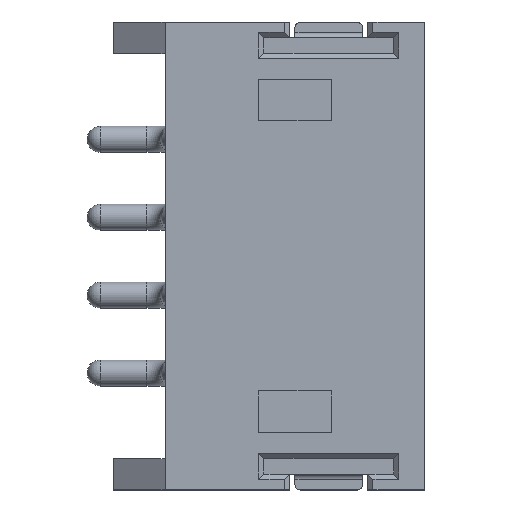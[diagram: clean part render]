
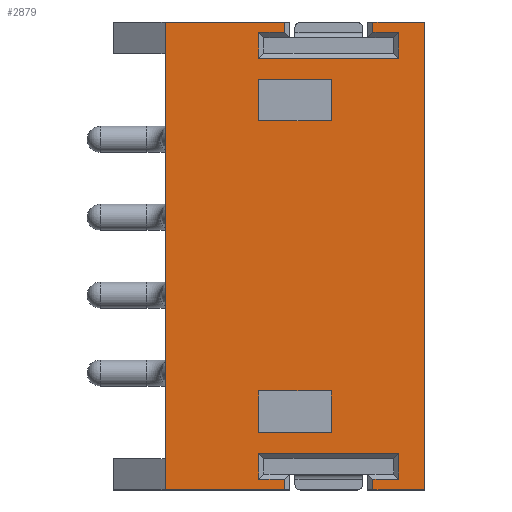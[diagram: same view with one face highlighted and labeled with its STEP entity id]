
A CAD part, top view. The second image highlights one B-rep face of the part: STEP entity #2879.
In plain terms, the highlighted planar face has unit normal (0, 0, 1).
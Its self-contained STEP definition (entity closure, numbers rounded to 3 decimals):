
#14=FACE_BOUND('',#366,.T.);
#15=FACE_BOUND('',#367,.T.);
#45=PLANE('',#3110);
#210=FACE_OUTER_BOUND('',#365,.T.);
#365=EDGE_LOOP('',(#2167,#2168,#2169,#2170,#2171,#2172,#2173,#2174,#2175,
#2176,#2177,#2178,#2179,#2180,#2181,#2182,#2183,#2184,#2185,#2186));
#366=EDGE_LOOP('',(#2187,#2188,#2189,#2190));
#367=EDGE_LOOP('',(#2191,#2192,#2193,#2194));
#534=LINE('',#4366,#876);
#536=LINE('',#4371,#878);
#542=LINE('',#4382,#884);
#543=LINE('',#4384,#885);
#545=LINE('',#4388,#887);
#548=LINE('',#4394,#890);
#553=LINE('',#4403,#895);
#558=LINE('',#4413,#900);
#560=LINE('',#4417,#902);
#561=LINE('',#4419,#903);
#562=LINE('',#4421,#904);
#563=LINE('',#4423,#905);
#564=LINE('',#4425,#906);
#565=LINE('',#4427,#907);
#566=LINE('',#4429,#908);
#567=LINE('',#4431,#909);
#568=LINE('',#4433,#910);
#569=LINE('',#4435,#911);
#570=LINE('',#4437,#912);
#571=LINE('',#4438,#913);
#572=LINE('',#4441,#914);
#573=LINE('',#4443,#915);
#574=LINE('',#4445,#916);
#575=LINE('',#4446,#917);
#576=LINE('',#4449,#918);
#577=LINE('',#4451,#919);
#578=LINE('',#4453,#920);
#579=LINE('',#4454,#921);
#876=VECTOR('',#3488,10.);
#878=VECTOR('',#3492,10.);
#884=VECTOR('',#3500,10.);
#885=VECTOR('',#3503,10.);
#887=VECTOR('',#3507,10.);
#890=VECTOR('',#3512,10.);
#895=VECTOR('',#3519,10.);
#900=VECTOR('',#3530,10.);
#902=VECTOR('',#3534,10.);
#903=VECTOR('',#3535,10.);
#904=VECTOR('',#3536,10.);
#905=VECTOR('',#3537,10.);
#906=VECTOR('',#3538,10.);
#907=VECTOR('',#3539,10.);
#908=VECTOR('',#3540,10.);
#909=VECTOR('',#3541,10.);
#910=VECTOR('',#3542,10.);
#911=VECTOR('',#3543,10.);
#912=VECTOR('',#3544,10.);
#913=VECTOR('',#3545,10.);
#914=VECTOR('',#3546,10.);
#915=VECTOR('',#3547,10.);
#916=VECTOR('',#3548,10.);
#917=VECTOR('',#3549,10.);
#918=VECTOR('',#3550,10.);
#919=VECTOR('',#3551,10.);
#920=VECTOR('',#3552,10.);
#921=VECTOR('',#3553,10.);
#1313=VERTEX_POINT('',#4363);
#1314=VERTEX_POINT('',#4365);
#1315=VERTEX_POINT('',#4369);
#1316=VERTEX_POINT('',#4370);
#1320=VERTEX_POINT('',#4380);
#1321=VERTEX_POINT('',#4387);
#1323=VERTEX_POINT('',#4393);
#1326=VERTEX_POINT('',#4401);
#1328=VERTEX_POINT('',#4412);
#1329=VERTEX_POINT('',#4416);
#1330=VERTEX_POINT('',#4418);
#1331=VERTEX_POINT('',#4420);
#1332=VERTEX_POINT('',#4422);
#1333=VERTEX_POINT('',#4424);
#1334=VERTEX_POINT('',#4426);
#1335=VERTEX_POINT('',#4428);
#1336=VERTEX_POINT('',#4430);
#1337=VERTEX_POINT('',#4432);
#1338=VERTEX_POINT('',#4434);
#1339=VERTEX_POINT('',#4436);
#1340=VERTEX_POINT('',#4439);
#1341=VERTEX_POINT('',#4440);
#1342=VERTEX_POINT('',#4442);
#1343=VERTEX_POINT('',#4444);
#1344=VERTEX_POINT('',#4447);
#1345=VERTEX_POINT('',#4448);
#1346=VERTEX_POINT('',#4450);
#1347=VERTEX_POINT('',#4452);
#1618=EDGE_CURVE('',#1313,#1314,#534,.T.);
#1620=EDGE_CURVE('',#1315,#1316,#536,.T.);
#1626=EDGE_CURVE('',#1320,#1313,#542,.T.);
#1627=EDGE_CURVE('',#1316,#1320,#543,.T.);
#1629=EDGE_CURVE('',#1321,#1315,#545,.T.);
#1632=EDGE_CURVE('',#1314,#1323,#548,.T.);
#1637=EDGE_CURVE('',#1326,#1321,#553,.T.);
#1642=EDGE_CURVE('',#1323,#1328,#558,.T.);
#1644=EDGE_CURVE('',#1329,#1326,#560,.T.);
#1645=EDGE_CURVE('',#1329,#1330,#561,.T.);
#1646=EDGE_CURVE('',#1330,#1331,#562,.T.);
#1647=EDGE_CURVE('',#1332,#1331,#563,.T.);
#1648=EDGE_CURVE('',#1333,#1332,#564,.T.);
#1649=EDGE_CURVE('',#1334,#1333,#565,.T.);
#1650=EDGE_CURVE('',#1335,#1334,#566,.T.);
#1651=EDGE_CURVE('',#1336,#1335,#567,.T.);
#1652=EDGE_CURVE('',#1337,#1336,#568,.T.);
#1653=EDGE_CURVE('',#1338,#1337,#569,.T.);
#1654=EDGE_CURVE('',#1338,#1339,#570,.T.);
#1655=EDGE_CURVE('',#1328,#1339,#571,.T.);
#1656=EDGE_CURVE('',#1340,#1341,#572,.T.);
#1657=EDGE_CURVE('',#1341,#1342,#573,.T.);
#1658=EDGE_CURVE('',#1342,#1343,#574,.T.);
#1659=EDGE_CURVE('',#1343,#1340,#575,.T.);
#1660=EDGE_CURVE('',#1344,#1345,#576,.T.);
#1661=EDGE_CURVE('',#1345,#1346,#577,.T.);
#1662=EDGE_CURVE('',#1346,#1347,#578,.T.);
#1663=EDGE_CURVE('',#1347,#1344,#579,.T.);
#2167=ORIENTED_EDGE('',*,*,#1632,.F.);
#2168=ORIENTED_EDGE('',*,*,#1618,.F.);
#2169=ORIENTED_EDGE('',*,*,#1626,.F.);
#2170=ORIENTED_EDGE('',*,*,#1627,.F.);
#2171=ORIENTED_EDGE('',*,*,#1620,.F.);
#2172=ORIENTED_EDGE('',*,*,#1629,.F.);
#2173=ORIENTED_EDGE('',*,*,#1637,.F.);
#2174=ORIENTED_EDGE('',*,*,#1644,.F.);
#2175=ORIENTED_EDGE('',*,*,#1645,.T.);
#2176=ORIENTED_EDGE('',*,*,#1646,.T.);
#2177=ORIENTED_EDGE('',*,*,#1647,.F.);
#2178=ORIENTED_EDGE('',*,*,#1648,.F.);
#2179=ORIENTED_EDGE('',*,*,#1649,.F.);
#2180=ORIENTED_EDGE('',*,*,#1650,.F.);
#2181=ORIENTED_EDGE('',*,*,#1651,.F.);
#2182=ORIENTED_EDGE('',*,*,#1652,.F.);
#2183=ORIENTED_EDGE('',*,*,#1653,.F.);
#2184=ORIENTED_EDGE('',*,*,#1654,.T.);
#2185=ORIENTED_EDGE('',*,*,#1655,.F.);
#2186=ORIENTED_EDGE('',*,*,#1642,.F.);
#2187=ORIENTED_EDGE('',*,*,#1656,.T.);
#2188=ORIENTED_EDGE('',*,*,#1657,.T.);
#2189=ORIENTED_EDGE('',*,*,#1658,.T.);
#2190=ORIENTED_EDGE('',*,*,#1659,.T.);
#2191=ORIENTED_EDGE('',*,*,#1660,.T.);
#2192=ORIENTED_EDGE('',*,*,#1661,.T.);
#2193=ORIENTED_EDGE('',*,*,#1662,.T.);
#2194=ORIENTED_EDGE('',*,*,#1663,.T.);
#2879=ADVANCED_FACE('',(#210,#14,#15),#45,.T.);
#3110=AXIS2_PLACEMENT_3D('',#4415,#3532,#3533);
#3488=DIRECTION('',(-1.,0.,0.));
#3492=DIRECTION('',(0.,-1.,0.));
#3500=DIRECTION('',(0.,1.,0.));
#3503=DIRECTION('',(1.,0.,0.));
#3507=DIRECTION('',(-1.,0.,0.));
#3512=DIRECTION('',(0.,1.,0.));
#3519=DIRECTION('',(0.,-1.,0.));
#3530=DIRECTION('',(1.,0.,0.));
#3532=DIRECTION('center_axis',(0.,0.,
1.));
#3533=DIRECTION('ref_axis',(0.,-1.,0.));
#3534=DIRECTION('',(1.,0.,0.));
#3535=DIRECTION('',(0.,-1.,0.));
#3536=DIRECTION('',(1.,0.,0.));
#3537=DIRECTION('',(0.,-1.,0.));
#3538=DIRECTION('',(1.,0.,0.));
#3539=DIRECTION('',(0.,-1.,0.));
#3540=DIRECTION('',(-1.,0.,0.));
#3541=DIRECTION('',(0.,1.,0.));
#3542=DIRECTION('',(1.,0.,0.));
#3543=DIRECTION('',(0.,1.,0.));
#3544=DIRECTION('',(1.,0.,0.));
#3545=DIRECTION('',(0.,-1.,0.));
#3546=DIRECTION('',(1.,0.,0.));
#3547=DIRECTION('',(0.,-1.,0.));
#3548=DIRECTION('',(-1.,0.,0.));
#3549=DIRECTION('',(0.,1.,0.));
#3550=DIRECTION('',(-1.,0.,0.));
#3551=DIRECTION('',(0.,1.,0.));
#3552=DIRECTION('',(1.,0.,0.));
#3553=DIRECTION('',(0.,-1.,0.));
#4363=CARTESIAN_POINT('',(5.25,6.55,3.7));
#4365=CARTESIAN_POINT('',(4.75,6.55,3.7));
#4366=CARTESIAN_POINT('',(2.95,6.55,3.7));
#4369=CARTESIAN_POINT('',(2.55,6.55,3.7));
#4370=CARTESIAN_POINT('',(2.55,6.05,3.7));
#4371=CARTESIAN_POINT('',(2.55,6.6,3.7));
#4380=CARTESIAN_POINT('',(5.25,6.05,3.7));
#4382=CARTESIAN_POINT('',(5.25,6.45,3.7));
#4384=CARTESIAN_POINT('',(1.7,6.05,3.7));
#4387=CARTESIAN_POINT('',(3.05,6.55,3.7));
#4388=CARTESIAN_POINT('',(2.95,6.55,3.7));
#4393=CARTESIAN_POINT('',(4.75,6.75,3.7));
#4394=CARTESIAN_POINT('',(4.75,6.75,3.7));
#4401=CARTESIAN_POINT('',(3.05,6.75,3.7));
#4403=CARTESIAN_POINT('',(3.05,6.75,3.7));
#4412=CARTESIAN_POINT('',(5.75,6.75,3.7));
#4413=CARTESIAN_POINT('',(0.75,6.75,3.7));
#4415=CARTESIAN_POINT('Origin',(0.75,6.75,3.7));
#4416=CARTESIAN_POINT('',(0.75,6.75,3.7));
#4417=CARTESIAN_POINT('',(0.75,6.75,3.7));
#4418=CARTESIAN_POINT('',(0.75,-2.25,3.7));
#4419=CARTESIAN_POINT('',(0.75,6.75,3.7));
#4420=CARTESIAN_POINT('',(3.05,-2.25,3.7));
#4421=CARTESIAN_POINT('',(0.75,-2.25,3.7));
#4422=CARTESIAN_POINT('',(3.05,-2.05,3.7));
#4423=CARTESIAN_POINT('',(3.05,2.25,3.7));
#4424=CARTESIAN_POINT('',(2.55,-2.05,3.7));
#4425=CARTESIAN_POINT('',(2.95,-2.05,3.7));
#4426=CARTESIAN_POINT('',(2.55,-1.55,3.7));
#4427=CARTESIAN_POINT('',(2.55,2.4,3.7));
#4428=CARTESIAN_POINT('',(5.25,-1.55,3.7));
#4429=CARTESIAN_POINT('',(1.7,-1.55,3.7));
#4430=CARTESIAN_POINT('',(5.25,-2.05,3.7));
#4431=CARTESIAN_POINT('',(5.25,2.55,3.7));
#4432=CARTESIAN_POINT('',(4.75,-2.05,3.7));
#4433=CARTESIAN_POINT('',(2.95,-2.05,3.7));
#4434=CARTESIAN_POINT('',(4.75,-2.25,3.7));
#4435=CARTESIAN_POINT('',(4.75,2.25,3.7));
#4436=CARTESIAN_POINT('',(5.75,-2.25,3.7));
#4437=CARTESIAN_POINT('',(0.75,-2.25,3.7));
#4438=CARTESIAN_POINT('',(5.75,6.75,3.7));
#4439=CARTESIAN_POINT('',(2.55,5.65,3.7));
#4440=CARTESIAN_POINT('',(3.95,5.65,3.7));
#4441=CARTESIAN_POINT('',(2.35,5.65,3.7));
#4442=CARTESIAN_POINT('',(3.95,4.85,3.7));
#4443=CARTESIAN_POINT('',(3.95,5.8,3.7));
#4444=CARTESIAN_POINT('',(2.55,4.85,3.7));
#4445=CARTESIAN_POINT('',(1.65,4.85,3.7));
#4446=CARTESIAN_POINT('',(2.55,6.2,3.7));
#4447=CARTESIAN_POINT('',(3.95,-1.15,3.7));
#4448=CARTESIAN_POINT('',(2.55,-1.15,3.7));
#4449=CARTESIAN_POINT('',(2.35,-1.15,3.7));
#4450=CARTESIAN_POINT('',(2.55,-0.35,3.7));
#4451=CARTESIAN_POINT('',(2.55,2.8,3.7));
#4452=CARTESIAN_POINT('',(3.95,-0.35,3.7));
#4453=CARTESIAN_POINT('',(1.65,-0.35,3.7));
#4454=CARTESIAN_POINT('',(3.95,3.2,3.7));
